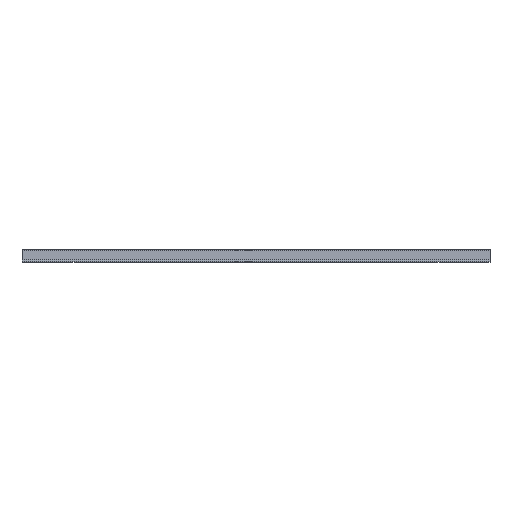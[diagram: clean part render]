
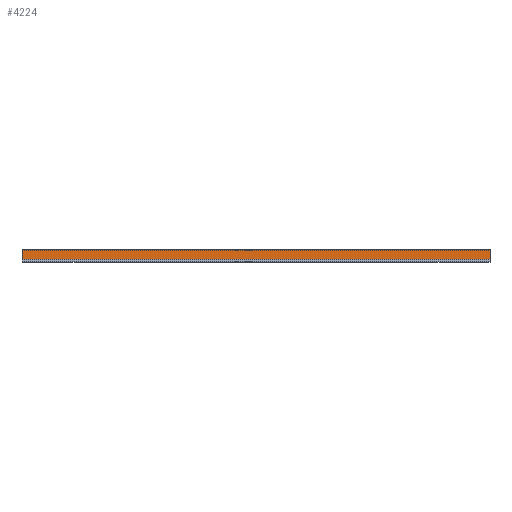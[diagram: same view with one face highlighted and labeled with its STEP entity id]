
A CAD part, top view. The second image highlights one B-rep face of the part: STEP entity #4224.
In plain terms, the highlighted planar face has unit normal (0, 0.035, 0.999).
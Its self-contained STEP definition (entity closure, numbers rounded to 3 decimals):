
#608 = DIRECTION ( 'NONE',  ( 1., 0., 0. ) ) ;
#706 = EDGE_CURVE ( 'NONE', #22566, #878, #5643, .T. ) ;
#878 = VERTEX_POINT ( 'NONE', #17447 ) ;
#960 = EDGE_CURVE ( 'NONE', #878, #3489, #14119, .T. ) ;
#1939 = PLANE ( 'NONE',  #14149 ) ;
#2366 = CARTESIAN_POINT ( 'NONE',  ( 0., 121.7, 34.22 ) ) ;
#3489 = VERTEX_POINT ( 'NONE', #2366 ) ;
#3563 = FACE_OUTER_BOUND ( 'NONE', #5301, .T. ) ;
#3893 = EDGE_CURVE ( 'NONE', #18009, #3489, #21599, .T. ) ;
#3992 = ORIENTED_EDGE ( 'NONE', *, *, #3893, .F. ) ;
#4224 = ADVANCED_FACE ( 'NONE', ( #3563 ), #1939, .T. ) ;
#4366 = VECTOR ( 'NONE', #19991, 1000. ) ;
#4465 = LINE ( 'NONE', #16332, #16632 ) ;
#5282 = DIRECTION ( 'NONE',  ( 0., 0.035, 0.999 ) ) ;
#5301 = EDGE_LOOP ( 'NONE', ( #3992, #8543, #16248, #16705 ) ) ;
#5643 = LINE ( 'NONE', #5753, #4366 ) ;
#5753 = CARTESIAN_POINT ( 'NONE',  ( 5000., 1.342, 38.423 ) ) ;
#5958 = VECTOR ( 'NONE', #19404, 1000. ) ;
#6660 = CARTESIAN_POINT ( 'NONE',  ( 5000., 121.7, 34.22 ) ) ;
#6675 = CARTESIAN_POINT ( 'NONE',  ( 5000., 23.494, 37.649 ) ) ;
#8543 = ORIENTED_EDGE ( 'NONE', *, *, #14592, .T. ) ;
#8952 = DIRECTION ( 'NONE',  ( 0., -0.999, 0.035 ) ) ;
#14119 = LINE ( 'NONE', #6660, #5958 ) ;
#14149 = AXIS2_PLACEMENT_3D ( 'NONE', #21005, #5282, #8952 ) ;
#14592 = EDGE_CURVE ( 'NONE', #18009, #22566, #4465, .T. ) ;
#16248 = ORIENTED_EDGE ( 'NONE', *, *, #706, .T. ) ;
#16332 = CARTESIAN_POINT ( 'NONE',  ( 5000., 23.494, 37.649 ) ) ;
#16632 = VECTOR ( 'NONE', #608, 1000. ) ;
#16705 = ORIENTED_EDGE ( 'NONE', *, *, #960, .T. ) ;
#16972 = VECTOR ( 'NONE', #20113, 1000. ) ;
#17447 = CARTESIAN_POINT ( 'NONE',  ( 5000., 121.7, 34.22 ) ) ;
#18009 = VERTEX_POINT ( 'NONE', #20947 ) ;
#19404 = DIRECTION ( 'NONE',  ( -1., 0., 0. ) ) ;
#19991 = DIRECTION ( 'NONE',  ( 0., 0.999, -0.035 ) ) ;
#20113 = DIRECTION ( 'NONE',  ( 0., 0.999, -0.035 ) ) ;
#20334 = CARTESIAN_POINT ( 'NONE',  ( 0., 1.342, 38.423 ) ) ;
#20947 = CARTESIAN_POINT ( 'NONE',  ( 0., 23.494, 37.649 ) ) ;
#21005 = CARTESIAN_POINT ( 'NONE',  ( 5000., 1.342, 38.423 ) ) ;
#21599 = LINE ( 'NONE', #20334, #16972 ) ;
#22566 = VERTEX_POINT ( 'NONE', #6675 ) ;
